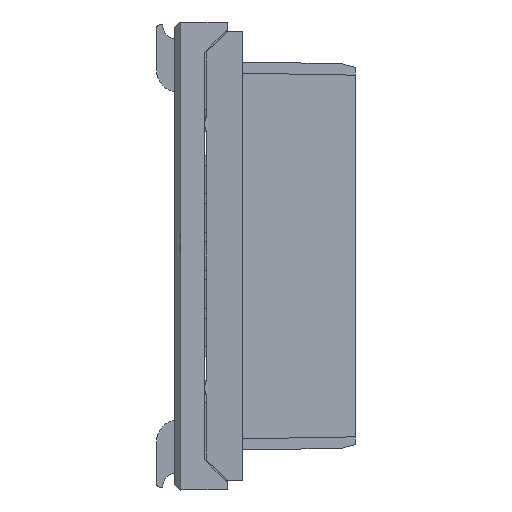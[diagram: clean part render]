
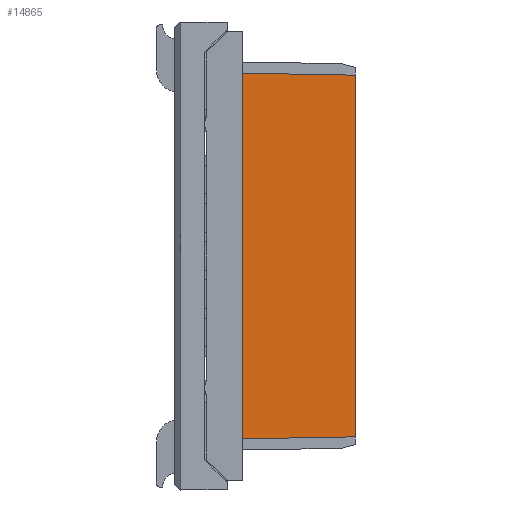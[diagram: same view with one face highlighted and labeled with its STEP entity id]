
A CAD part, left-side view. The second image highlights one B-rep face of the part: STEP entity #14865.
In plain terms, the highlighted planar face has unit normal (-1, -0.018, 0).
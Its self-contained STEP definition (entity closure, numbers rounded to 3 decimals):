
#1363=DIRECTION('',(0.,0.,1.));
#1364=VECTOR('',#1363,24.);
#1365=CARTESIAN_POINT('',(-9.8,0.,-12.));
#1366=LINE('',#1365,#1364);
#1435=DIRECTION('',(0.,0.,-1.));
#1436=VECTOR('',#1435,24.262);
#1437=CARTESIAN_POINT('',(-9.931,7.5,12.131));
#1438=LINE('',#1437,#1436);
#1439=DIRECTION('',(-0.017,1.,0.017));
#1440=VECTOR('',#1439,7.502);
#1441=CARTESIAN_POINT('',(-9.8,0.,12.));
#1442=LINE('',#1441,#1440);
#1443=DIRECTION('',(-0.017,1.,-0.017));
#1444=VECTOR('',#1443,7.502);
#1445=CARTESIAN_POINT('',(-9.8,0.,-12.));
#1446=LINE('',#1445,#1444);
#11945=CARTESIAN_POINT('',(-9.8,0.,-12.));
#11946=CARTESIAN_POINT('',(-9.8,0.,12.));
#11947=VERTEX_POINT('',#11945);
#11948=VERTEX_POINT('',#11946);
#11953=CARTESIAN_POINT('',(-9.931,7.5,12.131));
#11954=CARTESIAN_POINT('',(-9.931,7.5,-12.131));
#11955=VERTEX_POINT('',#11953);
#11956=VERTEX_POINT('',#11954);
#14852=CARTESIAN_POINT('',(-9.8,0.,-16.044));
#14853=DIRECTION('',(-1.,-0.017,0.));
#14854=DIRECTION('',(0.,0.,-1.));
#14855=AXIS2_PLACEMENT_3D('',#14852,#14853,#14854);
#14856=PLANE('',#14855);
#14858=ORIENTED_EDGE('',*,*,#14857,.F.);
#14859=ORIENTED_EDGE('',*,*,#14845,.F.);
#14860=ORIENTED_EDGE('',*,*,#14764,.F.);
#14862=ORIENTED_EDGE('',*,*,#14861,.T.);
#14863=EDGE_LOOP('',(#14858,#14859,#14860,#14862));
#14864=FACE_OUTER_BOUND('',#14863,.F.);
#14865=ADVANCED_FACE('',(#14864),#14856,.T.);
#14764=EDGE_CURVE('',#11947,#11948,#1366,.T.);
#14845=EDGE_CURVE('',#11948,#11955,#1442,.T.);
#14857=EDGE_CURVE('',#11955,#11956,#1438,.T.);
#14861=EDGE_CURVE('',#11947,#11956,#1446,.T.);
